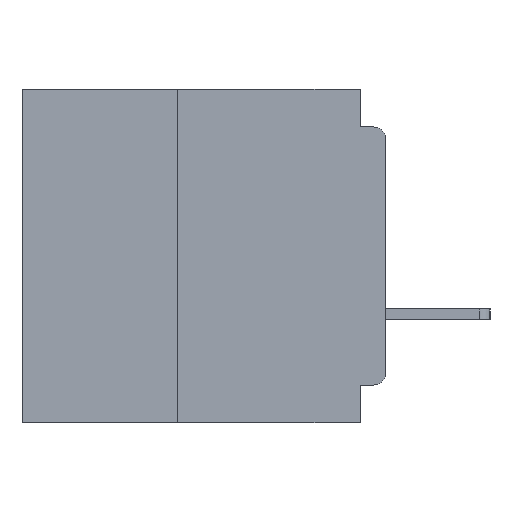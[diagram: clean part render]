
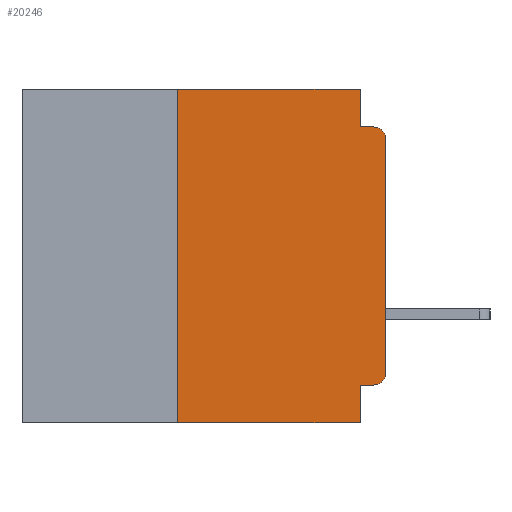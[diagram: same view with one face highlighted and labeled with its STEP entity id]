
A CAD part, left-side view. The second image highlights one B-rep face of the part: STEP entity #20246.
In plain terms, the highlighted planar face has unit normal (-1, 0, 0).
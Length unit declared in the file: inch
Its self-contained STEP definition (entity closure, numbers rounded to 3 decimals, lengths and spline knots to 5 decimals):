
#554 = VERTEX_POINT ( 'NONE', #39939 ) ;
#628 = ORIENTED_EDGE ( 'NONE', *, *, #3406, .F. ) ;
#740 = CARTESIAN_POINT ( 'NONE',  ( 0., 0.031, 0. ) ) ;
#750 = CARTESIAN_POINT ( 'NONE',  ( 0., 0.25, -0.4 ) ) ;
#2257 = DIRECTION ( 'NONE',  ( 0., -1., 0. ) ) ;
#2725 = DIRECTION ( 'NONE',  ( 0., 0., -1. ) ) ;
#2821 = CARTESIAN_POINT ( 'NONE',  ( 0., 0., -0.34 ) ) ;
#3406 = EDGE_CURVE ( 'NONE', #15330, #35223, #44681, .T. ) ;
#3628 = VERTEX_POINT ( 'NONE', #2821 ) ;
#5238 = DIRECTION ( 'NONE',  ( 0., -1., 0. ) ) ;
#5845 = AXIS2_PLACEMENT_3D ( 'NONE', #45611, #24291, #2725 ) ;
#6516 = LINE ( 'NONE', #9060, #43445 ) ;
#6622 = VECTOR ( 'NONE', #5238, 39.37008 ) ;
#7219 = VECTOR ( 'NONE', #30690, 39.37008 ) ;
#7275 = VERTEX_POINT ( 'NONE', #26201 ) ;
#9060 = CARTESIAN_POINT ( 'NONE',  ( 0., 0., -0.355 ) ) ;
#9907 = CARTESIAN_POINT ( 'NONE',  ( 0., 0.437, 0. ) ) ;
#10066 = VERTEX_POINT ( 'NONE', #43681 ) ;
#10571 = EDGE_CURVE ( 'NONE', #7275, #15061, #25322, .T. ) ;
#10952 = CARTESIAN_POINT ( 'NONE',  ( 0., 0.031, -0.4 ) ) ;
#11623 = CARTESIAN_POINT ( 'NONE',  ( 0., 0.015, -0.06 ) ) ;
#12361 = ORIENTED_EDGE ( 'NONE', *, *, #27418, .F. ) ;
#12820 = VERTEX_POINT ( 'NONE', #42581 ) ;
#14133 = LINE ( 'NONE', #38124, #40385 ) ;
#15044 = ORIENTED_EDGE ( 'NONE', *, *, #15396, .T. ) ;
#15061 = VERTEX_POINT ( 'NONE', #39403 ) ;
#15097 = ORIENTED_EDGE ( 'NONE', *, *, #10571, .F. ) ;
#15255 = DIRECTION ( 'NONE',  ( 0., 0., -1. ) ) ;
#15330 = VERTEX_POINT ( 'NONE', #23209 ) ;
#15396 = EDGE_CURVE ( 'NONE', #15649, #15061, #16795, .T. ) ;
#15649 = VERTEX_POINT ( 'NONE', #42452 ) ;
#16532 = ORIENTED_EDGE ( 'NONE', *, *, #36408, .T. ) ;
#16795 = LINE ( 'NONE', #37669, #7219 ) ;
#17157 = PLANE ( 'NONE',  #40358 ) ;
#18701 = DIRECTION ( 'NONE',  ( 0., 0., -1. ) ) ;
#18788 = EDGE_CURVE ( 'NONE', #44216, #7275, #6516, .T. ) ;
#20246 = ADVANCED_FACE ( 'NONE', ( #45620 ), #17157, .F. ) ;
#20272 = AXIS2_PLACEMENT_3D ( 'NONE', #11623, #36647, #15255 ) ;
#22098 = ORIENTED_EDGE ( 'NONE', *, *, #45993, .T. ) ;
#22481 = DIRECTION ( 'NONE',  ( 0., 0., 1. ) ) ;
#22911 = ORIENTED_EDGE ( 'NONE', *, *, #32279, .T. ) ;
#23209 = CARTESIAN_POINT ( 'NONE',  ( 0., 0.031, -0.045 ) ) ;
#24217 = VECTOR ( 'NONE', #28390, 39.37008 ) ;
#24291 = DIRECTION ( 'NONE',  ( -1., 0., 0. ) ) ;
#24394 = DIRECTION ( 'NONE',  ( 0., 0., -1. ) ) ;
#25038 = EDGE_CURVE ( 'NONE', #15649, #12820, #41301, .T. ) ;
#25322 = LINE ( 'NONE', #10952, #24217 ) ;
#25749 = DIRECTION ( 'NONE',  ( 0., 0., 1. ) ) ;
#26201 = CARTESIAN_POINT ( 'NONE',  ( 0., 0.031, -0.355 ) ) ;
#27418 = EDGE_CURVE ( 'NONE', #554, #15330, #31740, .T. ) ;
#28390 = DIRECTION ( 'NONE',  ( 0., 0., -1. ) ) ;
#30690 = DIRECTION ( 'NONE',  ( 0., -1., 0. ) ) ;
#31452 = ORIENTED_EDGE ( 'NONE', *, *, #25038, .F. ) ;
#31740 = LINE ( 'NONE', #740, #41139 ) ;
#31913 = VECTOR ( 'NONE', #22481, 39.37008 ) ;
#32279 = EDGE_CURVE ( 'NONE', #3628, #10066, #37226, .T. ) ;
#32937 = CARTESIAN_POINT ( 'NONE',  ( 0., 0., 0. ) ) ;
#33593 = CARTESIAN_POINT ( 'NONE',  ( 0., 0., -0.045 ) ) ;
#34151 = DIRECTION ( 'NONE',  ( 0., 1., 0. ) ) ;
#34421 = CIRCLE ( 'NONE', #20272, 0.015 ) ;
#34779 = ORIENTED_EDGE ( 'NONE', *, *, #38150, .F. ) ;
#35223 = VERTEX_POINT ( 'NONE', #42085 ) ;
#36128 = VECTOR ( 'NONE', #25749, 39.37008 ) ;
#36408 = EDGE_CURVE ( 'NONE', #44216, #3628, #37208, .T. ) ;
#36647 = DIRECTION ( 'NONE',  ( -1., 0., 0. ) ) ;
#36960 = ORIENTED_EDGE ( 'NONE', *, *, #18788, .F. ) ;
#37208 = CIRCLE ( 'NONE', #5845, 0.015 ) ;
#37226 = LINE ( 'NONE', #32937, #36128 ) ;
#37669 = CARTESIAN_POINT ( 'NONE',  ( 0., 0.437, -0.4 ) ) ;
#38124 = CARTESIAN_POINT ( 'NONE',  ( 0., 0.437, 0. ) ) ;
#38150 = EDGE_CURVE ( 'NONE', #12820, #554, #14133, .T. ) ;
#38505 = EDGE_LOOP ( 'NONE', ( #22911, #22098, #628, #12361, #34779, #31452, #15044, #15097, #36960, #16532 ) ) ;
#39403 = CARTESIAN_POINT ( 'NONE',  ( 0., 0.031, -0.4 ) ) ;
#39939 = CARTESIAN_POINT ( 'NONE',  ( 0., 0.031, 0. ) ) ;
#40358 = AXIS2_PLACEMENT_3D ( 'NONE', #9907, #45734, #24394 ) ;
#40385 = VECTOR ( 'NONE', #2257, 39.37008 ) ;
#41139 = VECTOR ( 'NONE', #18701, 39.37008 ) ;
#41301 = LINE ( 'NONE', #750, #31913 ) ;
#42085 = CARTESIAN_POINT ( 'NONE',  ( 0., 0.015, -0.045 ) ) ;
#42452 = CARTESIAN_POINT ( 'NONE',  ( 0., 0.25, -0.4 ) ) ;
#42581 = CARTESIAN_POINT ( 'NONE',  ( 0., 0.25, 0. ) ) ;
#43445 = VECTOR ( 'NONE', #34151, 39.37008 ) ;
#43681 = CARTESIAN_POINT ( 'NONE',  ( 0., 0., -0.06 ) ) ;
#44216 = VERTEX_POINT ( 'NONE', #45216 ) ;
#44681 = LINE ( 'NONE', #33593, #6622 ) ;
#45216 = CARTESIAN_POINT ( 'NONE',  ( 0., 0.015, -0.355 ) ) ;
#45611 = CARTESIAN_POINT ( 'NONE',  ( 0., 0.015, -0.34 ) ) ;
#45620 = FACE_OUTER_BOUND ( 'NONE', #38505, .T. ) ;
#45734 = DIRECTION ( 'NONE',  ( 1., 0., 0. ) ) ;
#45993 = EDGE_CURVE ( 'NONE', #10066, #35223, #34421, .T. ) ;
